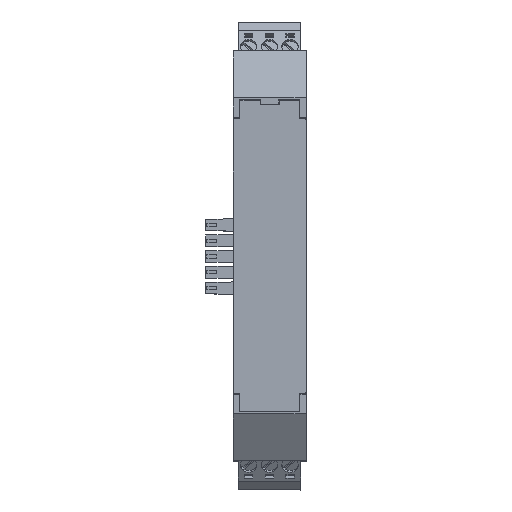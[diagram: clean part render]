
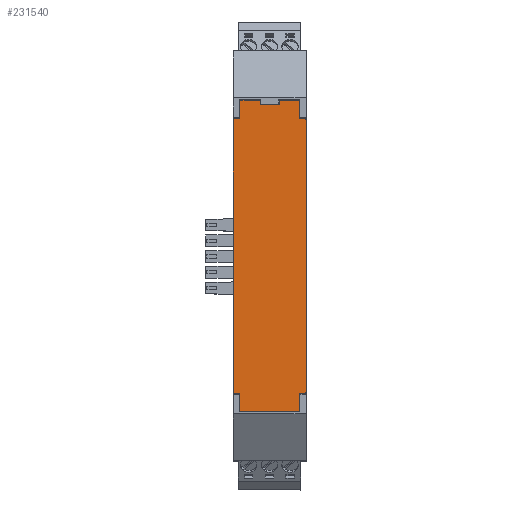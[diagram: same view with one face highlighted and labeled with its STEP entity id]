
A CAD part, top view. The second image highlights one B-rep face of the part: STEP entity #231540.
In plain terms, the highlighted face is planar.
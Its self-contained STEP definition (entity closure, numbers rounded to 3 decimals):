
#99910=CARTESIAN_POINT('',(-17.5,107.05,
17.55));
#99920=DIRECTION('',(-1.,0.,0.));
#99930=VECTOR('',#99920,1.);
#99940=LINE('',#99910,#99930);
#225220=CARTESIAN_POINT('',(20.7,107.05,
12.55));
#225230=DIRECTION('',(0.,1.,0.));
#225240=DIRECTION('',(1.,0.,0.));
#225250=AXIS2_PLACEMENT_3D('',#225220,#225230,#225240);
#225260=PLANE('',#225250);
#228400=CARTESIAN_POINT('',(15.82,107.05,
1.55));
#228410=VERTEX_POINT('',#228400);
#228440=CARTESIAN_POINT('',(15.82,107.05,
-17.65));
#228450=DIRECTION('',(0.,0.,-1.));
#228460=VECTOR('',#228450,1.);
#228470=LINE('',#228440,#228460);
#228480=CARTESIAN_POINT('',(15.82,107.05,
-0.05));
#228490=VERTEX_POINT('',#228480);
#228500=EDGE_CURVE('',#228410,#228490,#228470,.T.);
#228870=CARTESIAN_POINT('',(20.054,107.05,
1.55));
#228880=VERTEX_POINT('',#228870);
#228910=CARTESIAN_POINT('',(-17.5,107.05,
1.55));
#228920=DIRECTION('',(-1.,0.,0.));
#228930=VECTOR('',#228920,1.);
#228940=LINE('',#228910,#228930);
#228950=EDGE_CURVE('',#228880,#228410,#228940,.T.);
#229180=CARTESIAN_POINT('',(20.054,107.05,
6.5));
#229190=VERTEX_POINT('',#229180);
#229220=CARTESIAN_POINT('',(20.054,107.05,
-17.65));
#229230=DIRECTION('',(0.,0.,-1.));
#229240=VECTOR('',#229230,1.);
#229250=LINE('',#229220,#229240);
#229260=EDGE_CURVE('',#229190,#228880,#229250,.T.);
#229500=CARTESIAN_POINT('',(19.,107.05,
6.5));
#229510=VERTEX_POINT('',#229500);
#229540=CARTESIAN_POINT('',(-74.108,107.05,
6.5));
#229550=DIRECTION('',(-1.,0.,0.));
#229560=VECTOR('',#229550,1.);
#229570=LINE('',#229540,#229560);
#229580=EDGE_CURVE('',#229190,#229510,#229570,.T.);
#229820=CARTESIAN_POINT('',(19.,107.05,
11.));
#229830=VERTEX_POINT('',#229820);
#229860=CARTESIAN_POINT('',(19.,107.05,
8.873));
#229870=DIRECTION('',(0.,0.,1.));
#229880=VECTOR('',#229870,1.);
#229890=LINE('',#229860,#229880);
#229900=EDGE_CURVE('',#229510,#229830,#229890,.T.);
#230130=CARTESIAN_POINT('',(20.054,107.05,
11.));
#230140=VERTEX_POINT('',#230130);
#230170=CARTESIAN_POINT('',(-74.108,107.05,
11.));
#230180=DIRECTION('',(1.,0.,0.));
#230190=VECTOR('',#230180,1.);
#230200=LINE('',#230170,#230190);
#230210=EDGE_CURVE('',#229830,#230140,#230200,.T.);
#230380=CARTESIAN_POINT('',(20.054,107.05,
15.95));
#230390=VERTEX_POINT('',#230380);
#230420=EDGE_CURVE('',#230390,#230140,#229250,.T.);
#230640=CARTESIAN_POINT('',(15.82,107.05,
15.95));
#230650=VERTEX_POINT('',#230640);
#230680=CARTESIAN_POINT('',(-17.5,107.05,
15.95));
#230690=DIRECTION('',(1.,0.,0.));
#230700=VECTOR('',#230690,1.);
#230710=LINE('',#230680,#230700);
#230720=EDGE_CURVE('',#230650,#230390,#230710,.T.);
#230860=CARTESIAN_POINT('',(-50.82,107.05,
-0.05));
#230870=DIRECTION('',(0.,0.,-1.));
#230880=VECTOR('',#230870,1.);
#230890=LINE('',#230860,#230880);
#230900=CARTESIAN_POINT('',(-50.82,107.05,
17.55));
#230910=VERTEX_POINT('',#230900);
#230920=CARTESIAN_POINT('',(-50.82,107.05,
15.95));
#230930=VERTEX_POINT('',#230920);
#230940=EDGE_CURVE('',#230910,#230930,#230890,.T.);
#230950=ORIENTED_EDGE('',*,*,#230940,.F.);
#230960=CARTESIAN_POINT('',(-17.5,107.05,
15.95));
#230970=DIRECTION('',(-1.,0.,0.));
#230980=VECTOR('',#230970,1.);
#230990=LINE('',#230960,#230980);
#231000=CARTESIAN_POINT('',(-55.054,107.05,
15.95));
#231010=VERTEX_POINT('',#231000);
#231020=EDGE_CURVE('',#230930,#231010,#230990,.T.);
#231030=ORIENTED_EDGE('',*,*,#231020,.F.);
#231040=CARTESIAN_POINT('',(-55.054,107.05,
-17.65));
#231050=DIRECTION('',(0.,0.,-1.));
#231060=VECTOR('',#231050,1.);
#231070=LINE('',#231040,#231060);
#231080=CARTESIAN_POINT('',(-55.054,107.05,
1.55));
#231090=VERTEX_POINT('',#231080);
#231100=EDGE_CURVE('',#231010,#231090,#231070,.T.);
#231110=ORIENTED_EDGE('',*,*,#231100,.F.);
#231120=CARTESIAN_POINT('',(-17.5,107.05,
1.55));
#231130=DIRECTION('',(1.,0.,0.));
#231140=VECTOR('',#231130,1.);
#231150=LINE('',#231120,#231140);
#231160=CARTESIAN_POINT('',(-50.82,107.05,
1.55));
#231170=VERTEX_POINT('',#231160);
#231180=EDGE_CURVE('',#231090,#231170,#231150,.T.);
#231190=ORIENTED_EDGE('',*,*,#231180,.F.);
#231200=CARTESIAN_POINT('',(-50.82,107.05,
-17.65));
#231210=DIRECTION('',(0.,0.,-1.));
#231220=VECTOR('',#231210,1.);
#231230=LINE('',#231200,#231220);
#231240=CARTESIAN_POINT('',(-50.82,107.05,
-0.05));
#231250=VERTEX_POINT('',#231240);
#231260=EDGE_CURVE('',#231170,#231250,#231230,.T.);
#231270=ORIENTED_EDGE('',*,*,#231260,.F.);
#231280=CARTESIAN_POINT('',(-17.5,107.05,
-0.05));
#231290=DIRECTION('',(-1.,0.,0.));
#231300=VECTOR('',#231290,1.);
#231310=LINE('',#231280,#231300);
#231320=EDGE_CURVE('',#228490,#231250,#231310,.T.);
#231330=ORIENTED_EDGE('',*,*,#231320,.T.);
#231340=ORIENTED_EDGE('',*,*,#228500,.T.);
#231350=ORIENTED_EDGE('',*,*,#228950,.T.);
#231360=ORIENTED_EDGE('',*,*,#229260,.T.);
#231370=ORIENTED_EDGE('',*,*,#229580,.F.);
#231380=ORIENTED_EDGE('',*,*,#229900,.F.);
#231390=ORIENTED_EDGE('',*,*,#230210,.F.);
#231400=ORIENTED_EDGE('',*,*,#230420,.T.);
#231410=ORIENTED_EDGE('',*,*,#230720,.T.);
#231420=CARTESIAN_POINT('',(15.82,107.05,
-0.05));
#231430=DIRECTION('',(0.,0.,-1.));
#231440=VECTOR('',#231430,1.);
#231450=LINE('',#231420,#231440);
#231460=CARTESIAN_POINT('',(15.82,107.05,
17.55));
#231470=VERTEX_POINT('',#231460);
#231480=EDGE_CURVE('',#231470,#230650,#231450,.T.);
#231490=ORIENTED_EDGE('',*,*,#231480,.T.);
#231500=EDGE_CURVE('',#231470,#230910,#99940,.T.);
#231510=ORIENTED_EDGE('',*,*,#231500,.F.);
#231520=EDGE_LOOP('',(#231510,#231490,#231410,#231400,#231390,#231380,
#231370,#231360,#231350,#231340,#231330,#231270,#231190,#231110,#231030,
#230950));
#231530=FACE_OUTER_BOUND('',#231520,.T.);
#231540=ADVANCED_FACE('',(#231530),#225260,.T.);
